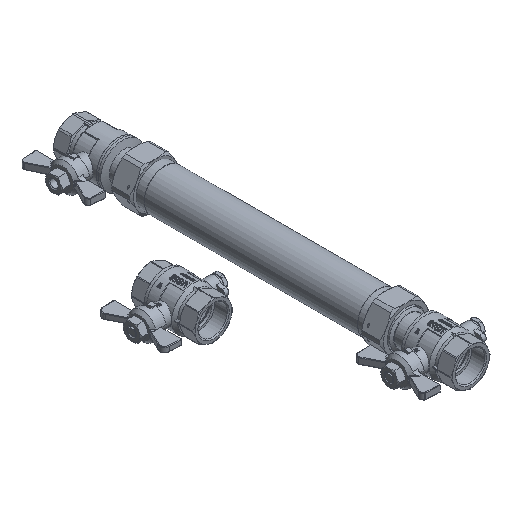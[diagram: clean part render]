
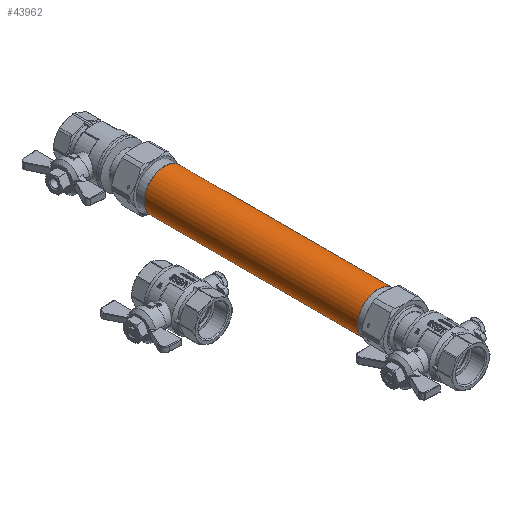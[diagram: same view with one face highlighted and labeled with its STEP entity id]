
A CAD part, isometric view. The second image highlights one B-rep face of the part: STEP entity #43962.
In plain terms, the highlighted cylindrical face has radius 21.2 mm (diameter 42.4 mm), a full revolution.
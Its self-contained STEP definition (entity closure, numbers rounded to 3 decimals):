
#10878=ORIENTED_EDGE('',*,*,#24596,.T.);
#10879=ORIENTED_EDGE('',*,*,#24597,.F.);
#24596=EDGE_CURVE('',#31455,#31455,#36076,.T.);
#24597=EDGE_CURVE('',#31456,#31456,#36077,.T.);
#31455=VERTEX_POINT('',#68307);
#31456=VERTEX_POINT('',#68309);
#36076=CIRCLE('',#46694,21.2);
#36077=CIRCLE('',#46695,21.2);
#37205=EDGE_LOOP('',(#10878));
#37206=EDGE_LOOP('',(#10879));
#40157=FACE_BOUND('',#37205,.T.);
#40158=FACE_BOUND('',#37206,.T.);
#43111=CYLINDRICAL_SURFACE('',#46693,21.2);
#43962=ADVANCED_FACE('',(#40157,#40158),#43111,.T.);
#46693=AXIS2_PLACEMENT_3D('',#68305,#53013,#53014);
#46694=AXIS2_PLACEMENT_3D('',#68306,#53015,#53016);
#46695=AXIS2_PLACEMENT_3D('',#68308,#53017,#53018);
#53013=DIRECTION('',(0.,1.,0.));
#53014=DIRECTION('',(0.,0.,1.));
#53015=DIRECTION('',(0.,1.,0.));
#53016=DIRECTION('',(1.,0.,0.));
#53017=DIRECTION('',(0.,1.,0.));
#53018=DIRECTION('',(0.,0.,-1.));
#68305=CARTESIAN_POINT('',(0.,-130.,0.));
#68306=CARTESIAN_POINT('',(0.,-110.,0.));
#68307=CARTESIAN_POINT('',(21.2,-110.,0.));
#68308=CARTESIAN_POINT('',(0.,110.,0.));
#68309=CARTESIAN_POINT('',(0.,110.,-21.2));
